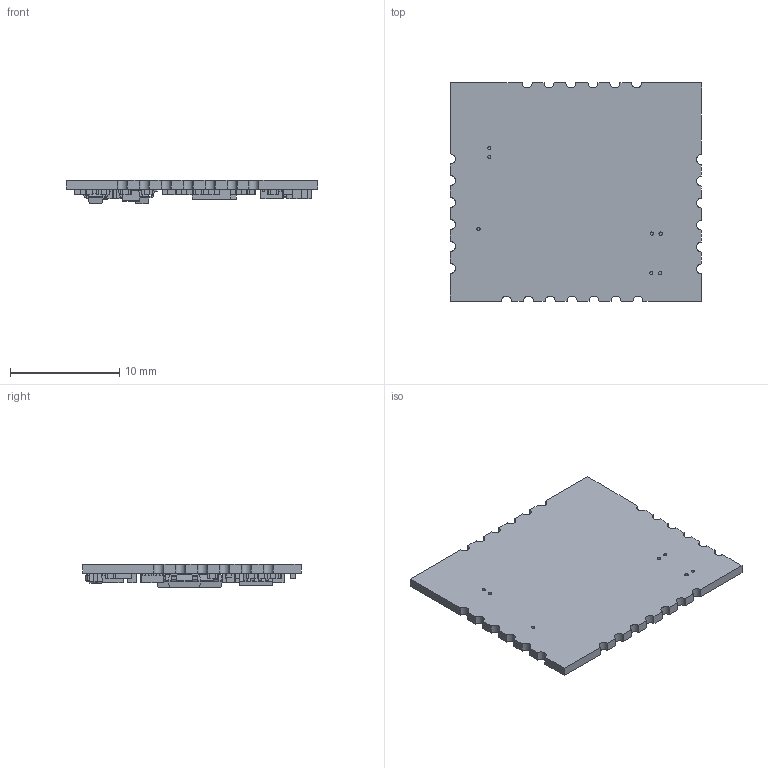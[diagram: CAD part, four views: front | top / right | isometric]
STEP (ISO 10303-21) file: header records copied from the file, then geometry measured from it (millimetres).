
FILE_DESCRIPTION (( 'STEP AP214' ), '1' );
FILE_NAME ('PSM.STEP', '2020-12-21T13:13:05', ( '' ), ( '' ), 'SwSTEP 2.0', 'SolidWorks 2020', '' );
FILE_SCHEMA (( 'AUTOMOTIVE_DESIGN' ));
Length unit declared in the file: millimetre
Products named in the file (70): 0402(1005M)_Res; RN801; KYOCERA-KNH16-DA; MLF-8; Q5001; R803; C807; R5002; R807; R3; D1; C401; D4; 1636188320; U2; R405; U10001; C8; C802; C6; C5; R401; C804; R802; U402; C3; U1; cap_0603; C402; User_Library-SOT23-8; R805; R1; C7; 1636188456; Board; R403; R4; R404; C4; C808 ...
Assembly tree (112 placements, depth 4):
  PSM
    Board
    U10001
      MLF-8
    R10001
      res_0402
    F4
      1636188320
        Extruded
    D3
      User_Library-SOT23-3
    D1
      User_Library-SOT23-3
    F3
      1636188320
        Extruded
    R5002
      res_0402
    Q5001
      User_Library-SOT23-3
    D4
      User_Library-SOD323
    C8
      cap_0402
    C7
      cap_0603
    C6
      cap_0402
    R5
      res_0402
    R4
      res_0402
    R3
      res_0402
    R2
      res_0402
    R1
      res_0402
    U2
      User_Library-SOT23-8
    F1
      1636188320
        Extruded
    C5
      cap_0402
    U1
      MLF-8
    C4
      cap_0603
    C3
      cap_0603
    C2
      cap_0805
    C1
      cap_0402
    L603
      KYOCERA-KNH16-DA
    C806
      cap_0402
    C804
Bounding box: 22.96 x 19.96 x 2.12 mm (x, y, z)
Volume: 419.2 mm3; surface area: 1333 mm2
Topology: 62 solids, 64 shells, 3033 faces, 7587 edges, 4477 vertices
Faces by surface type: plane 1407, cylinder 1016, bspline 578, sphere 32
Entity records: 36149 total; most frequent: CARTESIAN_POINT 12061, ORIENTED_EDGE 4154, DIRECTION 3955, EDGE_CURVE 2083, VECTOR 1413, LINE 1413, VERTEX_POINT 1331, AXIS2_PLACEMENT_3D 1271
